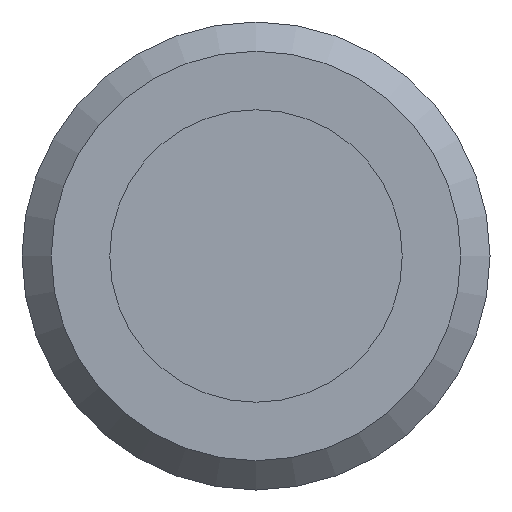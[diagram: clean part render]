
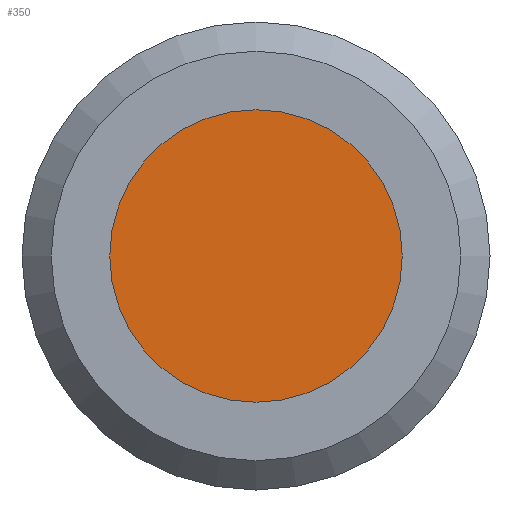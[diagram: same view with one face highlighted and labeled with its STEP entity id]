
A CAD part, front view. The second image highlights one B-rep face of the part: STEP entity #350.
In plain terms, the highlighted planar face has unit normal (0, -1, 0).
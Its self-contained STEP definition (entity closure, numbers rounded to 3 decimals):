
#32=PLANE('',#402);
#45=FACE_OUTER_BOUND('',#71,.T.);
#71=EDGE_LOOP('',(#236));
#127=CIRCLE('',#400,2.5);
#153=VERTEX_POINT('',#575);
#184=EDGE_CURVE('',#153,#153,#127,.T.);
#236=ORIENTED_EDGE('',*,*,#184,.T.);
#350=ADVANCED_FACE('',(#45),#32,.T.);
#400=AXIS2_PLACEMENT_3D('',#576,#464,#465);
#402=AXIS2_PLACEMENT_3D('',#580,#469,#470);
#464=DIRECTION('center_axis',(0.,-1.,0.));
#465=DIRECTION('ref_axis',(1.,0.,0.));
#469=DIRECTION('center_axis',(0.,-1.,0.));
#470=DIRECTION('ref_axis',(0.,0.,-1.));
#575=CARTESIAN_POINT('',(-2.5,-12.,0.));
#576=CARTESIAN_POINT('Origin',(0.,-12.,0.));
#580=CARTESIAN_POINT('Origin',(1.25,-12.,0.));
